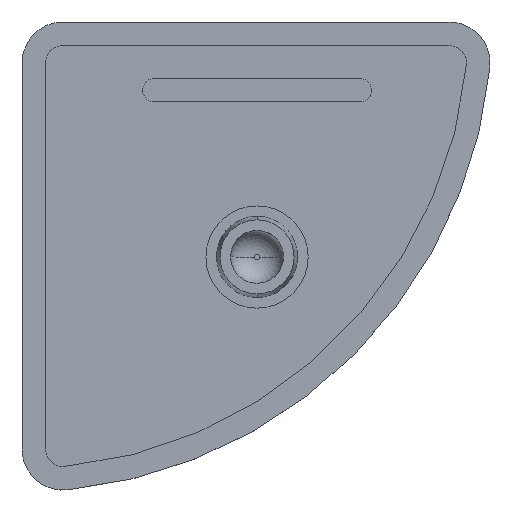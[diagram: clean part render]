
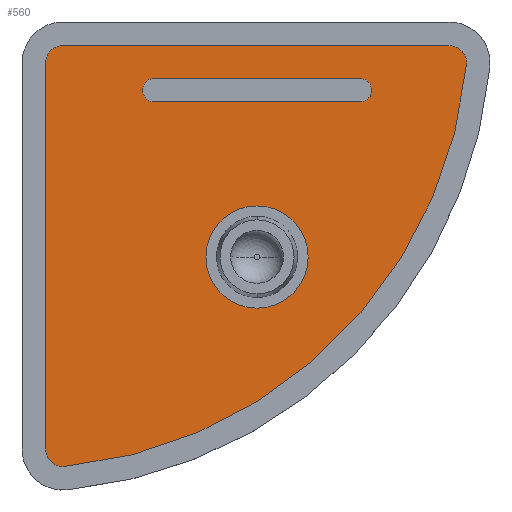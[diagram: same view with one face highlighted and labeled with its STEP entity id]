
A CAD part, top view. The second image highlights one B-rep face of the part: STEP entity #560.
In plain terms, the highlighted planar face has unit normal (0, 0, 1).
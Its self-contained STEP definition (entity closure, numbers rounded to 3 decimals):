
#3 = VERTEX_POINT ( 'NONE', #1262 ) ;
#14 = EDGE_CURVE ( 'NONE', #262, #645, #106, .T. ) ;
#26 = FACE_BOUND ( 'NONE', #64, .T. ) ;
#56 = LINE ( 'NONE', #1456, #105 ) ;
#59 = AXIS2_PLACEMENT_3D ( 'NONE', #1375, #331, #451 ) ;
#61 = VERTEX_POINT ( 'NONE', #465 ) ;
#64 = EDGE_LOOP ( 'NONE', ( #788, #1284 ) ) ;
#70 = CARTESIAN_POINT ( 'NONE',  ( -8.75, 14.2, -2. ) ) ;
#105 = VECTOR ( 'NONE', #609, 1000. ) ;
#106 = CIRCLE ( 'NONE', #704, 38. ) ;
#107 = EDGE_CURVE ( 'NONE', #645, #3, #802, .T. ) ;
#115 = CARTESIAN_POINT ( 'NONE',  ( 16.332, 16.5, -2. ) ) ;
#116 = EDGE_CURVE ( 'NONE', #1360, #1100, #1032, .T. ) ;
#125 = AXIS2_PLACEMENT_3D ( 'NONE', #1052, #949, #596 ) ;
#127 = VECTOR ( 'NONE', #1486, 1000. ) ;
#128 = CARTESIAN_POINT ( 'NONE',  ( 8.75, 14.2, -2. ) ) ;
#136 = DIRECTION ( 'NONE',  ( 0., 0., -1. ) ) ;
#137 = EDGE_LOOP ( 'NONE', ( #770, #1253, #1088, #1355, #173 ) ) ;
#173 = ORIENTED_EDGE ( 'NONE', *, *, #1143, .T. ) ;
#176 = ORIENTED_EDGE ( 'NONE', *, *, #1414, .T. ) ;
#181 = VERTEX_POINT ( 'NONE', #458 ) ;
#182 = LINE ( 'NONE', #644, #1324 ) ;
#192 = CARTESIAN_POINT ( 'NONE',  ( 0., 0., -2. ) ) ;
#262 = VERTEX_POINT ( 'NONE', #1175 ) ;
#285 = EDGE_CURVE ( 'NONE', #739, #61, #1452, .T. ) ;
#309 = DIRECTION ( 'NONE',  ( 0., 0., -1. ) ) ;
#312 = EDGE_CURVE ( 'NONE', #61, #559, #856, .T. ) ;
#330 = CARTESIAN_POINT ( 'NONE',  ( -18., 16.5, -2. ) ) ;
#331 = DIRECTION ( 'NONE',  ( 0., 0., 1. ) ) ;
#451 = DIRECTION ( 'NONE',  ( -1., 0., 0. ) ) ;
#458 = CARTESIAN_POINT ( 'NONE',  ( -8.75, 13.2, -2. ) ) ;
#465 = CARTESIAN_POINT ( 'NONE',  ( 9.75, 14.2, -2. ) ) ;
#520 = AXIS2_PLACEMENT_3D ( 'NONE', #115, #555, #563 ) ;
#530 = CARTESIAN_POINT ( 'NONE',  ( 16.332, 18., -2. ) ) ;
#538 = AXIS2_PLACEMENT_3D ( 'NONE', #561, #554, #1247 ) ;
#543 = CARTESIAN_POINT ( 'NONE',  ( 8.75, 15.2, -2. ) ) ;
#554 = DIRECTION ( 'NONE',  ( 0., 0., -1. ) ) ;
#555 = DIRECTION ( 'NONE',  ( 0., 0., 1. ) ) ;
#559 = VERTEX_POINT ( 'NONE', #1068 ) ;
#560 = ADVANCED_FACE ( 'NONE', ( #26, #1208, #950 ), #1427, .T. ) ;
#561 = CARTESIAN_POINT ( 'NONE',  ( 0., 0., -2. ) ) ;
#563 = DIRECTION ( 'NONE',  ( -1., 0., 0. ) ) ;
#593 = DIRECTION ( 'NONE',  ( 0., 0., -1. ) ) ;
#596 = DIRECTION ( 'NONE',  ( -1., 0., 0. ) ) ;
#600 = DIRECTION ( 'NONE',  ( 1., 0., 0. ) ) ;
#609 = DIRECTION ( 'NONE',  ( 1., 0., 0. ) ) ;
#613 = ORIENTED_EDGE ( 'NONE', *, *, #107, .T. ) ;
#627 = CARTESIAN_POINT ( 'NONE',  ( -20., 20., -2. ) ) ;
#629 = ORIENTED_EDGE ( 'NONE', *, *, #116, .T. ) ;
#644 = CARTESIAN_POINT ( 'NONE',  ( -3.231, 13.2, -2. ) ) ;
#645 = VERTEX_POINT ( 'NONE', #1358 ) ;
#686 = EDGE_CURVE ( 'NONE', #794, #1340, #1104, .T. ) ;
#699 = CIRCLE ( 'NONE', #1097, 1. ) ;
#703 = DIRECTION ( 'NONE',  ( -1., 0., 0. ) ) ;
#704 = AXIS2_PLACEMENT_3D ( 'NONE', #627, #1093, #703 ) ;
#717 = DIRECTION ( 'NONE',  ( 1., 0., 0. ) ) ;
#719 = VERTEX_POINT ( 'NONE', #1113 ) ;
#730 = ORIENTED_EDGE ( 'NONE', *, *, #892, .T. ) ;
#739 = VERTEX_POINT ( 'NONE', #543 ) ;
#763 = DIRECTION ( 'NONE',  ( 0., -1., 0. ) ) ;
#770 = ORIENTED_EDGE ( 'NONE', *, *, #1343, .T. ) ;
#772 = LINE ( 'NONE', #530, #127 ) ;
#776 = AXIS2_PLACEMENT_3D ( 'NONE', #128, #593, #1168 ) ;
#788 = ORIENTED_EDGE ( 'NONE', *, *, #686, .T. ) ;
#794 = VERTEX_POINT ( 'NONE', #908 ) ;
#802 = CIRCLE ( 'NONE', #520, 1.5 ) ;
#835 = CARTESIAN_POINT ( 'NONE',  ( -3.231, 3.231, -2. ) ) ;
#856 = CIRCLE ( 'NONE', #1053, 1. ) ;
#864 = CARTESIAN_POINT ( 'NONE',  ( -16.5, 18., -2. ) ) ;
#892 = EDGE_CURVE ( 'NONE', #719, #262, #1000, .T. ) ;
#907 = AXIS2_PLACEMENT_3D ( 'NONE', #835, #1311, #717 ) ;
#908 = CARTESIAN_POINT ( 'NONE',  ( 0., -4.35, -2. ) ) ;
#909 = AXIS2_PLACEMENT_3D ( 'NONE', #192, #309, #763 ) ;
#949 = DIRECTION ( 'NONE',  ( 0., 0., 1. ) ) ;
#950 = FACE_OUTER_BOUND ( 'NONE', #1505, .T. ) ;
#958 = CARTESIAN_POINT ( 'NONE',  ( -18., 16.5, -2. ) ) ;
#1000 = CIRCLE ( 'NONE', #125, 1.5 ) ;
#1031 = DIRECTION ( 'NONE',  ( 1., 0., 0. ) ) ;
#1032 = CIRCLE ( 'NONE', #59, 1.5 ) ;
#1049 = ORIENTED_EDGE ( 'NONE', *, *, #1396, .T. ) ;
#1052 = CARTESIAN_POINT ( 'NONE',  ( -16.5, -16.332, -2. ) ) ;
#1053 = AXIS2_PLACEMENT_3D ( 'NONE', #1187, #136, #600 ) ;
#1068 = CARTESIAN_POINT ( 'NONE',  ( 8.75, 13.2, -2. ) ) ;
#1088 = ORIENTED_EDGE ( 'NONE', *, *, #312, .T. ) ;
#1093 = DIRECTION ( 'NONE',  ( 0., 0., 1. ) ) ;
#1095 = VERTEX_POINT ( 'NONE', #1222 ) ;
#1096 = CARTESIAN_POINT ( 'NONE',  ( 0., 4.35, -2. ) ) ;
#1097 = AXIS2_PLACEMENT_3D ( 'NONE', #70, #1266, #1031 ) ;
#1100 = VERTEX_POINT ( 'NONE', #958 ) ;
#1104 = CIRCLE ( 'NONE', #909, 4.35 ) ;
#1109 = DIRECTION ( 'NONE',  ( 0., -1., 0. ) ) ;
#1113 = CARTESIAN_POINT ( 'NONE',  ( -18., -16.332, -2. ) ) ;
#1115 = ORIENTED_EDGE ( 'NONE', *, *, #14, .T. ) ;
#1143 = EDGE_CURVE ( 'NONE', #181, #1095, #699, .T. ) ;
#1168 = DIRECTION ( 'NONE',  ( 1., 0., 0. ) ) ;
#1175 = CARTESIAN_POINT ( 'NONE',  ( -16.356, -17.825, -2. ) ) ;
#1176 = CIRCLE ( 'NONE', #538, 4.35 ) ;
#1187 = CARTESIAN_POINT ( 'NONE',  ( 8.75, 14.2, -2. ) ) ;
#1208 = FACE_BOUND ( 'NONE', #137, .T. ) ;
#1222 = CARTESIAN_POINT ( 'NONE',  ( -8.75, 15.2, -2. ) ) ;
#1247 = DIRECTION ( 'NONE',  ( 0., -1., 0. ) ) ;
#1253 = ORIENTED_EDGE ( 'NONE', *, *, #285, .T. ) ;
#1262 = CARTESIAN_POINT ( 'NONE',  ( 16.332, 18., -2. ) ) ;
#1266 = DIRECTION ( 'NONE',  ( 0., 0., -1. ) ) ;
#1284 = ORIENTED_EDGE ( 'NONE', *, *, #1455, .T. ) ;
#1311 = DIRECTION ( 'NONE',  ( 0., 0., 1. ) ) ;
#1324 = VECTOR ( 'NONE', #1465, 1000. ) ;
#1340 = VERTEX_POINT ( 'NONE', #1096 ) ;
#1343 = EDGE_CURVE ( 'NONE', #1095, #739, #56, .T. ) ;
#1355 = ORIENTED_EDGE ( 'NONE', *, *, #1424, .T. ) ;
#1358 = CARTESIAN_POINT ( 'NONE',  ( 17.825, 16.356, -2. ) ) ;
#1360 = VERTEX_POINT ( 'NONE', #864 ) ;
#1374 = LINE ( 'NONE', #330, #1492 ) ;
#1375 = CARTESIAN_POINT ( 'NONE',  ( -16.5, 16.5, -2. ) ) ;
#1396 = EDGE_CURVE ( 'NONE', #1100, #719, #1374, .T. ) ;
#1414 = EDGE_CURVE ( 'NONE', #3, #1360, #772, .T. ) ;
#1424 = EDGE_CURVE ( 'NONE', #559, #181, #182, .T. ) ;
#1427 = PLANE ( 'NONE',  #907 ) ;
#1452 = CIRCLE ( 'NONE', #776, 1. ) ;
#1455 = EDGE_CURVE ( 'NONE', #1340, #794, #1176, .T. ) ;
#1456 = CARTESIAN_POINT ( 'NONE',  ( -3.231, 15.2, -2. ) ) ;
#1465 = DIRECTION ( 'NONE',  ( -1., 0., 0. ) ) ;
#1486 = DIRECTION ( 'NONE',  ( -1., 0., 0. ) ) ;
#1492 = VECTOR ( 'NONE', #1109, 1000. ) ;
#1505 = EDGE_LOOP ( 'NONE', ( #176, #629, #1049, #730, #1115, #613 ) ) ;
